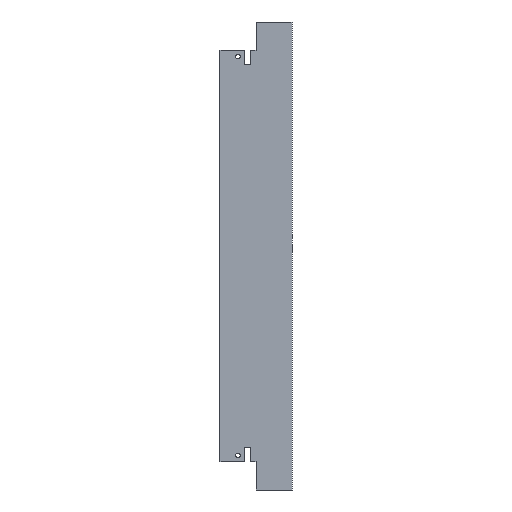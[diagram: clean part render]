
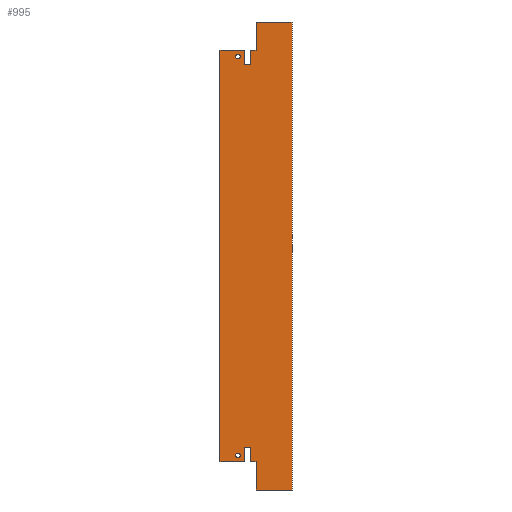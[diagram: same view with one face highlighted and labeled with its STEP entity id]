
A CAD part, front view. The second image highlights one B-rep face of the part: STEP entity #995.
In plain terms, the highlighted planar face has unit normal (0, -1, 0).
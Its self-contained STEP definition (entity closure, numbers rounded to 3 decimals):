
#223=CARTESIAN_POINT('',(10.,0.,-111.675));
#224=DIRECTION('',(0.,1.,0.));
#225=DIRECTION('',(-1.,0.,0.));
#226=AXIS2_PLACEMENT_3D('',#223,#224,#225);
#228=CARTESIAN_POINT('',(10.,0.,-111.675));
#229=DIRECTION('',(0.,1.,0.));
#230=DIRECTION('',(1.,0.,0.));
#231=AXIS2_PLACEMENT_3D('',#228,#229,#230);
#233=CARTESIAN_POINT('',(10.,0.,111.675));
#234=DIRECTION('',(0.,1.,0.));
#235=DIRECTION('',(-1.,0.,0.));
#236=AXIS2_PLACEMENT_3D('',#233,#234,#235);
#238=CARTESIAN_POINT('',(10.,0.,111.675));
#239=DIRECTION('',(0.,1.,0.));
#240=DIRECTION('',(1.,0.,0.));
#241=AXIS2_PLACEMENT_3D('',#238,#239,#240);
#243=DIRECTION('',(0.,0.,-1.));
#244=VECTOR('',#243,8.2);
#245=CARTESIAN_POINT('',(17.2,0.,115.175));
#246=LINE('',#245,#244);
#247=DIRECTION('',(1.,0.,0.));
#248=VECTOR('',#247,3.);
#249=CARTESIAN_POINT('',(17.2,0.,115.175));
#250=LINE('',#249,#248);
#251=DIRECTION('',(0.,0.,-1.));
#252=VECTOR('',#251,15.85);
#253=CARTESIAN_POINT('',(20.2,0.,131.025));
#254=LINE('',#253,#252);
#255=DIRECTION('',(1.,0.,0.));
#256=VECTOR('',#255,20.14);
#257=CARTESIAN_POINT('',(20.2,0.,131.025));
#258=LINE('',#257,#256);
#259=DIRECTION('',(-1.,0.,0.));
#260=VECTOR('',#259,20.14);
#261=CARTESIAN_POINT('',(40.34,0.,-131.025));
#262=LINE('',#261,#260);
#263=DIRECTION('',(0.,0.,1.));
#264=VECTOR('',#263,15.85);
#265=CARTESIAN_POINT('',(20.2,0.,-131.025));
#266=LINE('',#265,#264);
#267=DIRECTION('',(1.,0.,0.));
#268=VECTOR('',#267,3.);
#269=CARTESIAN_POINT('',(17.2,0.,-115.175));
#270=LINE('',#269,#268);
#271=DIRECTION('',(0.,0.,1.));
#272=VECTOR('',#271,8.2);
#273=CARTESIAN_POINT('',(17.2,0.,-115.175));
#274=LINE('',#273,#272);
#275=DIRECTION('',(1.,0.,0.));
#276=VECTOR('',#275,3.4);
#277=CARTESIAN_POINT('',(13.8,0.,-106.975));
#278=LINE('',#277,#276);
#279=DIRECTION('',(0.,0.,1.));
#280=VECTOR('',#279,8.2);
#281=CARTESIAN_POINT('',(13.8,0.,-115.175));
#282=LINE('',#281,#280);
#283=DIRECTION('',(1.,0.,0.));
#284=VECTOR('',#283,13.8);
#285=CARTESIAN_POINT('',(0.,0.,-115.175));
#286=LINE('',#285,#284);
#287=DIRECTION('',(0.,0.,1.));
#288=VECTOR('',#287,230.35);
#289=CARTESIAN_POINT('',(0.,0.,-115.175));
#290=LINE('',#289,#288);
#291=DIRECTION('',(1.,0.,0.));
#292=VECTOR('',#291,13.8);
#293=CARTESIAN_POINT('',(0.,0.,115.175));
#294=LINE('',#293,#292);
#295=DIRECTION('',(0.,0.,1.));
#296=VECTOR('',#295,8.2);
#297=CARTESIAN_POINT('',(13.8,0.,106.975));
#298=LINE('',#297,#296);
#299=DIRECTION('',(-1.,0.,0.));
#300=VECTOR('',#299,3.4);
#301=CARTESIAN_POINT('',(17.2,0.,106.975));
#302=LINE('',#301,#300);
#542=DIRECTION('',(0.,0.,1.));
#543=VECTOR('',#542,262.05);
#544=CARTESIAN_POINT('',(40.34,0.,-131.025));
#545=LINE('',#544,#543);
#607=CARTESIAN_POINT('',(40.34,0.,-131.025));
#609=VERTEX_POINT('',#607);
#611=CARTESIAN_POINT('',(40.34,0.,131.025));
#613=VERTEX_POINT('',#611);
#635=CARTESIAN_POINT('',(20.2,0.,-131.025));
#637=VERTEX_POINT('',#635);
#643=CARTESIAN_POINT('',(0.,0.,-115.175));
#644=VERTEX_POINT('',#643);
#645=CARTESIAN_POINT('',(20.2,0.,-115.175));
#646=VERTEX_POINT('',#645);
#649=CARTESIAN_POINT('',(20.2,0.,131.025));
#651=VERTEX_POINT('',#649);
#653=CARTESIAN_POINT('',(20.2,0.,115.175));
#654=VERTEX_POINT('',#653);
#657=CARTESIAN_POINT('',(0.,0.,115.175));
#658=VERTEX_POINT('',#657);
#659=CARTESIAN_POINT('',(8.7,0.,-111.675));
#660=CARTESIAN_POINT('',(11.3,0.,-111.675));
#661=VERTEX_POINT('',#659);
#662=VERTEX_POINT('',#660);
#667=CARTESIAN_POINT('',(8.7,0.,111.675));
#668=CARTESIAN_POINT('',(11.3,0.,111.675));
#669=VERTEX_POINT('',#667);
#670=VERTEX_POINT('',#668);
#755=CARTESIAN_POINT('',(13.8,0.,-115.175));
#756=CARTESIAN_POINT('',(13.8,0.,-106.975));
#757=VERTEX_POINT('',#755);
#758=VERTEX_POINT('',#756);
#759=CARTESIAN_POINT('',(17.2,0.,-106.975));
#760=VERTEX_POINT('',#759);
#761=CARTESIAN_POINT('',(17.2,0.,-115.175));
#762=VERTEX_POINT('',#761);
#771=CARTESIAN_POINT('',(17.2,0.,115.175));
#772=CARTESIAN_POINT('',(17.2,0.,106.975));
#773=VERTEX_POINT('',#771);
#774=VERTEX_POINT('',#772);
#775=CARTESIAN_POINT('',(13.8,0.,106.975));
#776=VERTEX_POINT('',#775);
#777=CARTESIAN_POINT('',(13.8,0.,115.175));
#778=VERTEX_POINT('',#777);
#948=CARTESIAN_POINT('',(0.,0.,-131.025));
#949=DIRECTION('',(0.,-1.,0.));
#950=DIRECTION('',(1.,0.,0.));
#951=AXIS2_PLACEMENT_3D('',#948,#949,#950);
#952=PLANE('',#951);
#954=ORIENTED_EDGE('',*,*,#953,.F.);
#956=ORIENTED_EDGE('',*,*,#955,.T.);
#957=ORIENTED_EDGE('',*,*,#940,.F.);
#958=ORIENTED_EDGE('',*,*,#929,.T.);
#960=ORIENTED_EDGE('',*,*,#959,.F.);
#961=ORIENTED_EDGE('',*,*,#794,.T.);
#962=ORIENTED_EDGE('',*,*,#831,.T.);
#964=ORIENTED_EDGE('',*,*,#963,.F.);
#966=ORIENTED_EDGE('',*,*,#965,.T.);
#968=ORIENTED_EDGE('',*,*,#967,.F.);
#970=ORIENTED_EDGE('',*,*,#969,.F.);
#972=ORIENTED_EDGE('',*,*,#971,.F.);
#974=ORIENTED_EDGE('',*,*,#973,.T.);
#976=ORIENTED_EDGE('',*,*,#975,.T.);
#978=ORIENTED_EDGE('',*,*,#977,.F.);
#980=ORIENTED_EDGE('',*,*,#979,.F.);
#981=EDGE_LOOP('',(#954,#956,#957,#958,#960,#961,#962,#964,#966,#968,#970,#972,
#974,#976,#978,#980));
#982=FACE_OUTER_BOUND('',#981,.F.);
#984=ORIENTED_EDGE('',*,*,#983,.F.);
#986=ORIENTED_EDGE('',*,*,#985,.F.);
#987=EDGE_LOOP('',(#984,#986));
#988=FACE_BOUND('',#987,.F.);
#990=ORIENTED_EDGE('',*,*,#989,.F.);
#992=ORIENTED_EDGE('',*,*,#991,.F.);
#993=EDGE_LOOP('',(#990,#992));
#994=FACE_BOUND('',#993,.F.);
#995=ADVANCED_FACE('',(#982,#988,#994),#952,.T.);
#227=CIRCLE('',#226,1.3);
#232=CIRCLE('',#231,1.3);
#237=CIRCLE('',#236,1.3);
#242=CIRCLE('',#241,1.3);
#794=EDGE_CURVE('',#609,#637,#262,.T.);
#831=EDGE_CURVE('',#637,#646,#266,.T.);
#929=EDGE_CURVE('',#651,#613,#258,.T.);
#940=EDGE_CURVE('',#651,#654,#254,.T.);
#953=EDGE_CURVE('',#773,#774,#246,.T.);
#955=EDGE_CURVE('',#773,#654,#250,.T.);
#959=EDGE_CURVE('',#609,#613,#545,.T.);
#963=EDGE_CURVE('',#762,#646,#270,.T.);
#965=EDGE_CURVE('',#762,#760,#274,.T.);
#967=EDGE_CURVE('',#758,#760,#278,.T.);
#969=EDGE_CURVE('',#757,#758,#282,.T.);
#971=EDGE_CURVE('',#644,#757,#286,.T.);
#973=EDGE_CURVE('',#644,#658,#290,.T.);
#975=EDGE_CURVE('',#658,#778,#294,.T.);
#977=EDGE_CURVE('',#776,#778,#298,.T.);
#979=EDGE_CURVE('',#774,#776,#302,.T.);
#983=EDGE_CURVE('',#661,#662,#227,.T.);
#985=EDGE_CURVE('',#662,#661,#232,.T.);
#989=EDGE_CURVE('',#669,#670,#237,.T.);
#991=EDGE_CURVE('',#670,#669,#242,.T.);
